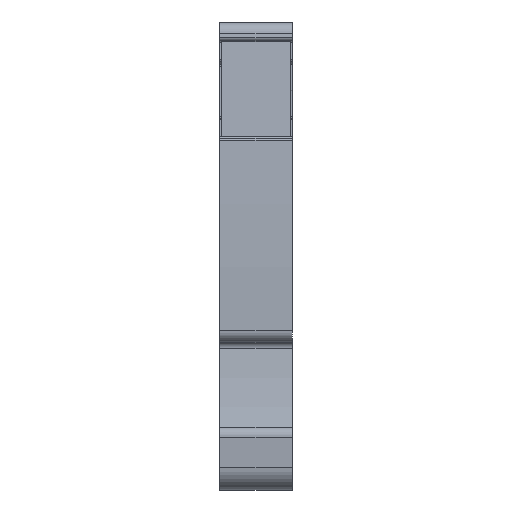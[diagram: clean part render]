
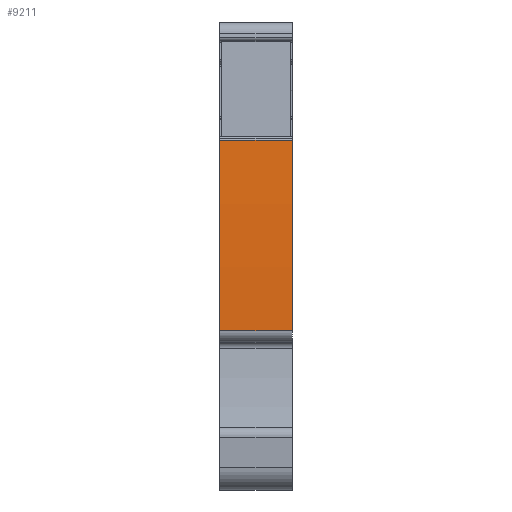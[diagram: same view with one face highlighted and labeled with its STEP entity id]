
A CAD part, front view. The second image highlights one B-rep face of the part: STEP entity #9211.
In plain terms, the highlighted cylindrical face has radius 198.503 mm (diameter 397.006 mm), a partial arc.
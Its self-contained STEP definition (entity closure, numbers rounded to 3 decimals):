
#3553=AXIS2_PLACEMENT_3D('Circle Axis2P3D',#3551,#3552,$) ;
#6396=AXIS2_PLACEMENT_3D('Circle Axis2P3D',#6394,#6395,$) ;
#6403=AXIS2_PLACEMENT_3D('Circle Axis2P3D',#6401,#6402,$) ;
#8472=AXIS2_PLACEMENT_3D('Cylinder Axis2P3D',#8469,#8470,#8471) ;
#3548=CARTESIAN_POINT('Vertex',(6.1,1.929,29.464)) ;
#3551=CARTESIAN_POINT('Axis2P3D Location',(6.1,200.008,16.501)) ;
#3555=CARTESIAN_POINT('Vertex',(6.1,1.529,13.435)) ;
#6391=CARTESIAN_POINT('Vertex',(0.,1.529,13.435)) ;
#6394=CARTESIAN_POINT('Axis2P3D Location',(0.,2.529,13.45)) ;
#6398=CARTESIAN_POINT('Vertex',(0.,1.528,13.45)) ;
#6401=CARTESIAN_POINT('Axis2P3D Location',(0.,200.008,16.501)) ;
#6405=CARTESIAN_POINT('Vertex',(0.,1.929,29.464)) ;
#8469=CARTESIAN_POINT('Axis2P3D Location',(3.05,200.008,16.501)) ;
#9187=CARTESIAN_POINT('Line Origine',(3.05,1.929,29.464)) ;
#9199=CARTESIAN_POINT('Line Origine',(3.05,1.529,13.435)) ;
#3552=DIRECTION('Axis2P3D Direction',(1.,0.,-0.)) ;
#6395=DIRECTION('Axis2P3D Direction',(1.,0.,-0.)) ;
#6402=DIRECTION('Axis2P3D Direction',(1.,0.,-0.)) ;
#8470=DIRECTION('Axis2P3D Direction',(1.,0.,-0.)) ;
#8471=DIRECTION('Axis2P3D XDirection',(0.,-0.994,0.111)) ;
#9188=DIRECTION('Vector Direction',(1.,0.,0.)) ;
#9200=DIRECTION('Vector Direction',(1.,0.,0.)) ;
#9189=VECTOR('Line Direction',#9188,1.) ;
#9201=VECTOR('Line Direction',#9200,1.) ;
#9205=ORIENTED_EDGE('',*,*,#6407,.T.) ;
#9206=ORIENTED_EDGE('',*,*,#6400,.T.) ;
#9207=ORIENTED_EDGE('',*,*,#9203,.T.) ;
#9208=ORIENTED_EDGE('',*,*,#3557,.F.) ;
#9209=ORIENTED_EDGE('',*,*,#9191,.F.) ;
#9211=ADVANCED_FACE('MLD',(#9210),#8473,.T.) ;
#3554=CIRCLE('generated circle',#3553,198.503) ;
#6397=CIRCLE('generated circle',#6396,1.) ;
#6404=CIRCLE('generated circle',#6403,198.503) ;
#8473=CYLINDRICAL_SURFACE('generated cylinder',#8472,198.503) ;
#3557=EDGE_CURVE('',#3549,#3556,#3554,.T.) ;
#6400=EDGE_CURVE('',#6399,#6392,#6397,.T.) ;
#6407=EDGE_CURVE('',#6406,#6399,#6404,.T.) ;
#9191=EDGE_CURVE('',#6406,#3549,#9190,.T.) ;
#9203=EDGE_CURVE('',#6392,#3556,#9202,.T.) ;
#9204=EDGE_LOOP('',(#9205,#9206,#9207,#9208,#9209)) ;
#9210=FACE_OUTER_BOUND('',#9204,.T.) ;
#9190=LINE('Line',#9187,#9189) ;
#9202=LINE('Line',#9199,#9201) ;
#3549=VERTEX_POINT('',#3548) ;
#3556=VERTEX_POINT('',#3555) ;
#6392=VERTEX_POINT('',#6391) ;
#6399=VERTEX_POINT('',#6398) ;
#6406=VERTEX_POINT('',#6405) ;
